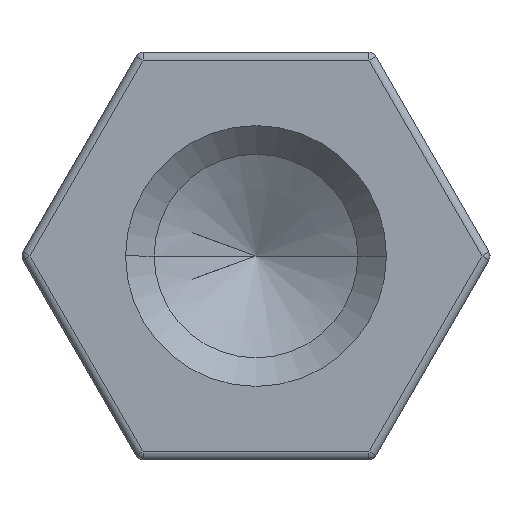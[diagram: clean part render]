
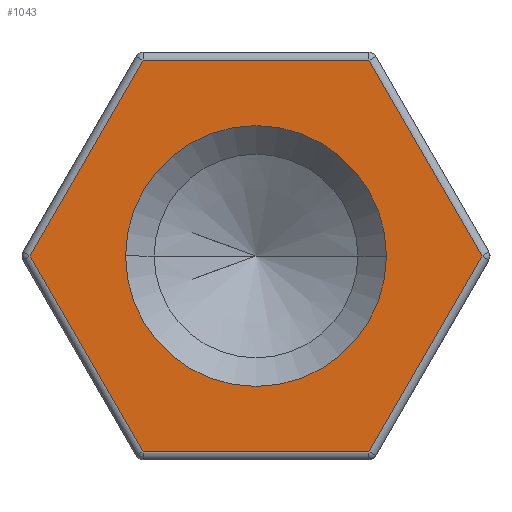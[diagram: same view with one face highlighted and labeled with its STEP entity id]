
A CAD part, left-side view. The second image highlights one B-rep face of the part: STEP entity #1043.
In plain terms, the highlighted planar face has unit normal (-1, 0, 0).
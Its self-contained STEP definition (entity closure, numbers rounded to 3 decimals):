
#40 = CARTESIAN_POINT ( 'NONE',  ( 0., 0., -2.4 ) ) ;
#54 = DIRECTION ( 'NONE',  ( 0., 1., 0. ) ) ;
#89 = LINE ( 'NONE', #1414, #1284 ) ;
#98 = AXIS2_PLACEMENT_3D ( 'NONE', #465, #1177, #1427 ) ;
#101 = VERTEX_POINT ( 'NONE', #161 ) ;
#127 = CARTESIAN_POINT ( 'NONE',  ( 0., 2.078, -1.2 ) ) ;
#144 = DIRECTION ( 'NONE',  ( 0., 0.5, 0.866 ) ) ;
#161 = CARTESIAN_POINT ( 'NONE',  ( 0., -1.386, -2.4 ) ) ;
#166 = EDGE_CURVE ( 'NONE', #359, #543, #1342, .T. ) ;
#207 = CARTESIAN_POINT ( 'NONE',  ( 0., 1.386, 2.4 ) ) ;
#219 = VERTEX_POINT ( 'NONE', #1422 ) ;
#278 = CIRCLE ( 'NONE', #1304, 1.6 ) ;
#279 = CIRCLE ( 'NONE', #517, 1.6 ) ;
#301 = VECTOR ( 'NONE', #390, 1000. ) ;
#337 = ORIENTED_EDGE ( 'NONE', *, *, #405, .T. ) ;
#339 = VERTEX_POINT ( 'NONE', #452 ) ;
#351 = ORIENTED_EDGE ( 'NONE', *, *, #1385, .T. ) ;
#352 = ORIENTED_EDGE ( 'NONE', *, *, #1253, .T. ) ;
#354 = ORIENTED_EDGE ( 'NONE', *, *, #724, .T. ) ;
#356 = ORIENTED_EDGE ( 'NONE', *, *, #1212, .T. ) ;
#359 = VERTEX_POINT ( 'NONE', #581 ) ;
#368 = ORIENTED_EDGE ( 'NONE', *, *, #950, .T. ) ;
#370 = ORIENTED_EDGE ( 'NONE', *, *, #499, .T. ) ;
#372 = ORIENTED_EDGE ( 'NONE', *, *, #166, .T. ) ;
#390 = DIRECTION ( 'NONE',  ( 0., -0.5, 0.866 ) ) ;
#391 = VERTEX_POINT ( 'NONE', #590 ) ;
#405 = EDGE_CURVE ( 'NONE', #219, #339, #279, .T. ) ;
#447 = EDGE_LOOP ( 'NONE', ( #351, #337 ) ) ;
#452 = CARTESIAN_POINT ( 'NONE',  ( 0., 1.6, 0. ) ) ;
#455 = VECTOR ( 'NONE', #1354, 1000. ) ;
#465 = CARTESIAN_POINT ( 'NONE',  ( 0., 0., 0. ) ) ;
#468 = DIRECTION ( 'NONE',  ( 1., 0., 0. ) ) ;
#489 = EDGE_LOOP ( 'NONE', ( #372, #370, #368, #356, #354, #352 ) ) ;
#495 = LINE ( 'NONE', #1351, #455 ) ;
#499 = EDGE_CURVE ( 'NONE', #543, #993, #495, .T. ) ;
#517 = AXIS2_PLACEMENT_3D ( 'NONE', #1180, #468, #1269 ) ;
#543 = VERTEX_POINT ( 'NONE', #726 ) ;
#581 = CARTESIAN_POINT ( 'NONE',  ( 0., -2.771, 0. ) ) ;
#590 = CARTESIAN_POINT ( 'NONE',  ( 0., 1.386, -2.4 ) ) ;
#664 = VECTOR ( 'NONE', #1286, 1000. ) ;
#724 = EDGE_CURVE ( 'NONE', #391, #101, #1074, .T. ) ;
#726 = CARTESIAN_POINT ( 'NONE',  ( 0., -1.386, 2.4 ) ) ;
#729 = VERTEX_POINT ( 'NONE', #771 ) ;
#755 = VECTOR ( 'NONE', #892, 1000. ) ;
#771 = CARTESIAN_POINT ( 'NONE',  ( 0., 2.771, 0. ) ) ;
#780 = DIRECTION ( 'NONE',  ( 1., 0., 0. ) ) ;
#811 = DIRECTION ( 'NONE',  ( 0., 0.5, -0.866 ) ) ;
#892 = DIRECTION ( 'NONE',  ( 0., -1., 0. ) ) ;
#943 = FACE_BOUND ( 'NONE', #447, .T. ) ;
#950 = EDGE_CURVE ( 'NONE', #993, #729, #89, .T. ) ;
#978 = FACE_OUTER_BOUND ( 'NONE', #489, .T. ) ;
#993 = VERTEX_POINT ( 'NONE', #207 ) ;
#1043 = ADVANCED_FACE ( 'NONE', ( #978, #943 ), #1344, .F. ) ;
#1074 = LINE ( 'NONE', #40, #755 ) ;
#1106 = CARTESIAN_POINT ( 'NONE',  ( 0., -2.078, -1.2 ) ) ;
#1177 = DIRECTION ( 'NONE',  ( 1., 0., 0. ) ) ;
#1180 = CARTESIAN_POINT ( 'NONE',  ( 0., 0., 0. ) ) ;
#1212 = EDGE_CURVE ( 'NONE', #729, #391, #1262, .T. ) ;
#1253 = EDGE_CURVE ( 'NONE', #101, #359, #1425, .T. ) ;
#1262 = LINE ( 'NONE', #127, #664 ) ;
#1269 = DIRECTION ( 'NONE',  ( 0., 1., 0. ) ) ;
#1284 = VECTOR ( 'NONE', #811, 1000. ) ;
#1286 = DIRECTION ( 'NONE',  ( 0., -0.5, -0.866 ) ) ;
#1289 = CARTESIAN_POINT ( 'NONE',  ( 0., -2.078, 1.2 ) ) ;
#1304 = AXIS2_PLACEMENT_3D ( 'NONE', #1391, #780, #54 ) ;
#1339 = VECTOR ( 'NONE', #144, 1000. ) ;
#1342 = LINE ( 'NONE', #1289, #1339 ) ;
#1344 = PLANE ( 'NONE',  #98 ) ;
#1351 = CARTESIAN_POINT ( 'NONE',  ( 0., 0., 2.4 ) ) ;
#1354 = DIRECTION ( 'NONE',  ( 0., 1., 0. ) ) ;
#1385 = EDGE_CURVE ( 'NONE', #339, #219, #278, .T. ) ;
#1391 = CARTESIAN_POINT ( 'NONE',  ( 0., 0., 0. ) ) ;
#1414 = CARTESIAN_POINT ( 'NONE',  ( 0., 2.078, 1.2 ) ) ;
#1422 = CARTESIAN_POINT ( 'NONE',  ( 0., -1.6, 0. ) ) ;
#1425 = LINE ( 'NONE', #1106, #301 ) ;
#1427 = DIRECTION ( 'NONE',  ( 0., 1., 0. ) ) ;
